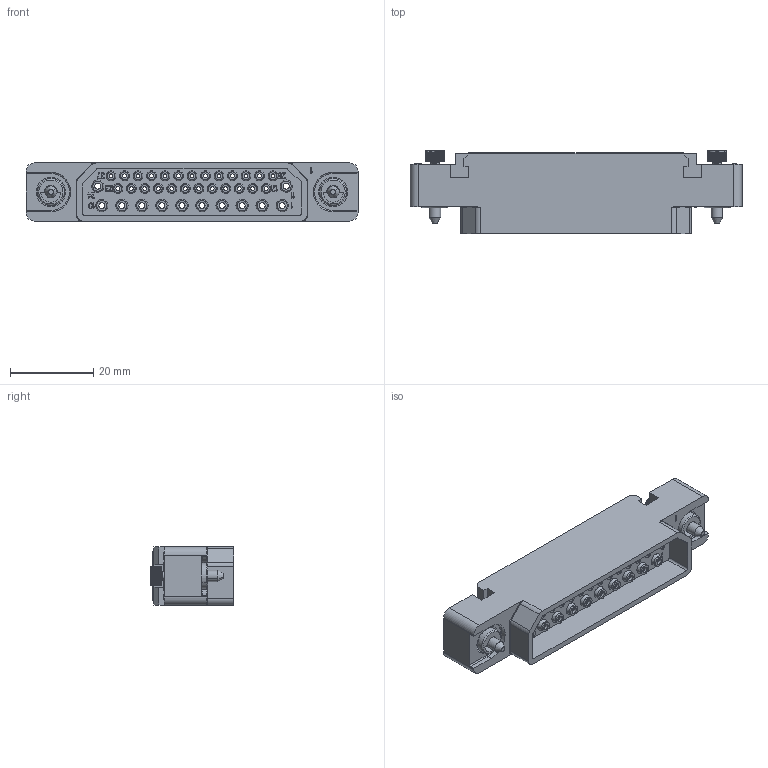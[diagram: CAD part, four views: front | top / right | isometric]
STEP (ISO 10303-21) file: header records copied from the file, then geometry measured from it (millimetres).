
FILE_DESCRIPTION((''),'2;1');
FILE_NAME('1900ND09P2A00A','2019-10-30T',('presta_be4'),(''),'CREO PARAMETRIC BY PTC INC, 2018360','CREO PARAMETRIC BY PTC INC, 2018360','');
FILE_SCHEMA(('CONFIG_CONTROL_DESIGN'));
Products named in the file (1): 1900ND09P2A00A
Bounding box: 80 x 20.16 x 14 mm (x, y, z)
Volume: 10648 mm3; surface area: 13277.1 mm2
Topology: 3 solids, 3 shells, 3003 faces, 7680 edges, 4896 vertices
Faces by surface type: plane 1657, cylinder 844, cone 438, torus 36, extrusion 28
Entity records: 97336 total; most frequent: CARTESIAN_POINT 23239, ORIENTED_EDGE 15352, DIRECTION 15312, EDGE_CURVE 7676, VECTOR 5322, LINE 5294, AXIS2_PLACEMENT_3D 4995, VERTEX_POINT 4896
